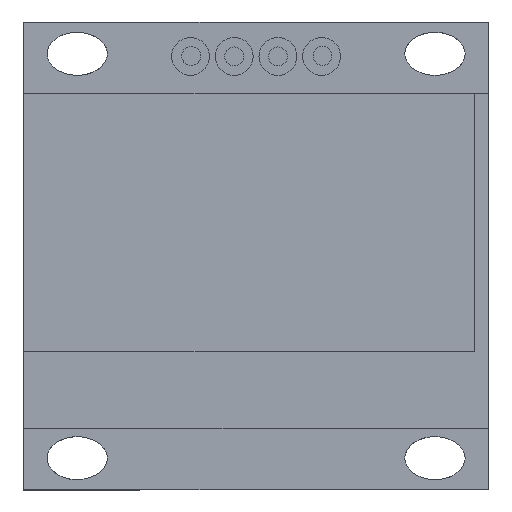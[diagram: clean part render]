
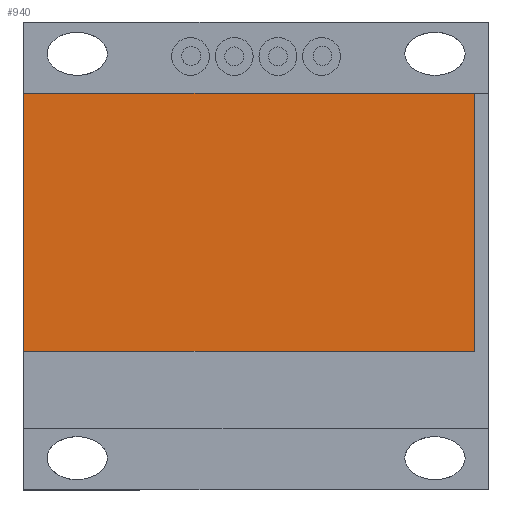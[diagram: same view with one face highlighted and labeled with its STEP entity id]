
A CAD part, top view. The second image highlights one B-rep face of the part: STEP entity #940.
In plain terms, the highlighted planar face has unit normal (0, 0, 1).
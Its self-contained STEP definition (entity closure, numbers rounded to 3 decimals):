
#169=LINE($,#1564,#217);
#172=LINE($,#1570,#220);
#175=LINE($,#1576,#223);
#178=LINE($,#1580,#226);
#217=VECTOR($,#1198,15.);
#220=VECTOR($,#1203,26.206);
#223=VECTOR($,#1208,15.);
#226=VECTOR($,#1213,26.206);
#256=PLANE($,#1035);
#306=FACE_OUTER_BOUND($,#376,.T.);
#376=EDGE_LOOP($,(#731,#732,#733,#734));
#501=VERTEX_POINT($,#1561);
#502=VERTEX_POINT($,#1563);
#504=VERTEX_POINT($,#1569);
#506=VERTEX_POINT($,#1575);
#585=EDGE_CURVE($,#502,#501,#169,.T.);
#588=EDGE_CURVE($,#504,#502,#172,.T.);
#591=EDGE_CURVE($,#506,#504,#175,.T.);
#594=EDGE_CURVE($,#501,#506,#178,.T.);
#731=ORIENTED_EDGE($,*,*,#594,.T.);
#732=ORIENTED_EDGE($,*,*,#591,.T.);
#733=ORIENTED_EDGE($,*,*,#588,.T.);
#734=ORIENTED_EDGE($,*,*,#585,.T.);
#940=ADVANCED_FACE($,(#306),#256,.T.);
#1035=AXIS2_PLACEMENT_3D($,#1582,#1216,#1217);
#1198=DIRECTION($,(0.,1.,0.));
#1203=DIRECTION($,(1.,0.,0.));
#1208=DIRECTION($,(0.,-1.,0.));
#1213=DIRECTION($,(-1.,0.,0.));
#1216=DIRECTION('center_axis',(0.,0.,1.));
#1217=DIRECTION('ref_axis',(1.,0.,0.));
#1561=CARTESIAN_POINT('',(12.7,9.75,0.35));
#1563=CARTESIAN_POINT('',(12.7,-5.25,0.35));
#1564=CARTESIAN_POINT($,(12.7,9.75,0.35));
#1569=CARTESIAN_POINT('',(-13.506,-5.25,0.35));
#1570=CARTESIAN_POINT($,(12.7,-5.25,0.35));
#1575=CARTESIAN_POINT('',(-13.506,9.75,0.35));
#1576=CARTESIAN_POINT($,(-13.506,-5.25,0.35));
#1580=CARTESIAN_POINT($,(-13.506,9.75,0.35));
#1582=CARTESIAN_POINT('Origin',(-0.403,2.25,0.35));
